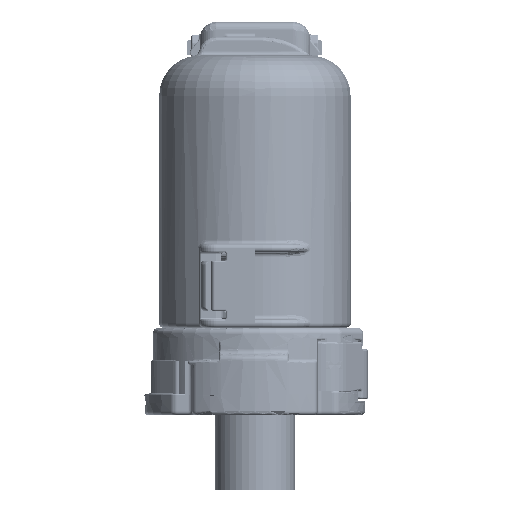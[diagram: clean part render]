
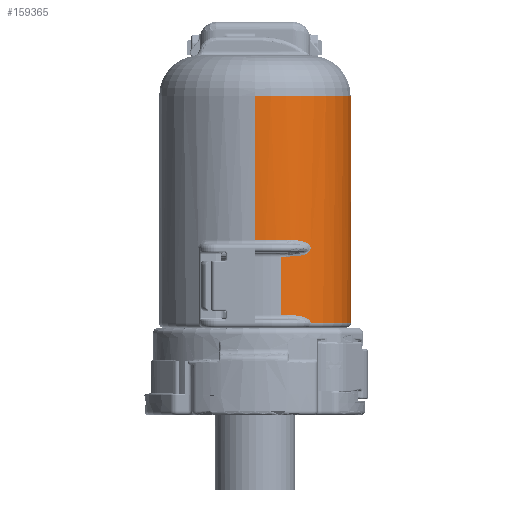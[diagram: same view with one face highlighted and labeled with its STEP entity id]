
A CAD part, left-side view. The second image highlights one B-rep face of the part: STEP entity #159365.
In plain terms, the highlighted cylindrical face has radius 11.5 mm (diameter 23 mm), a partial arc.
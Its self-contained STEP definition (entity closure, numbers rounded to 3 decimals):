
#159195=AXIS2_PLACEMENT_3D('Circle Axis2P3D',#159193,#159194,$) ;
#159240=AXIS2_PLACEMENT_3D('Cylinder Axis2P3D',#159237,#159238,#159239) ;
#159262=AXIS2_PLACEMENT_3D('Circle Axis2P3D',#159260,#159261,$) ;
#159307=AXIS2_PLACEMENT_3D('Circle Axis2P3D',#159305,#159306,$) ;
#159321=AXIS2_PLACEMENT_3D('Circle Axis2P3D',#159319,#159320,$) ;
#159347=AXIS2_PLACEMENT_3D('Circle Axis2P3D',#159345,#159346,$) ;
#152993=CARTESIAN_POINT('Vertex',(6.13,-6.992,5.6)) ;
#153021=CARTESIAN_POINT('Vertex',(6.13,-6.992,3.578)) ;
#153024=CARTESIAN_POINT('Line Origine',(6.13,-6.992,-5.455)) ;
#153200=CARTESIAN_POINT('Vertex',(6.13,-6.992,-21.6)) ;
#153214=CARTESIAN_POINT('Vertex',(6.13,-6.992,-3.578)) ;
#153217=CARTESIAN_POINT('Line Origine',(6.13,-6.992,-8.25)) ;
#159190=CARTESIAN_POINT('Vertex',(-14.5,0.,5.6)) ;
#159193=CARTESIAN_POINT('Axis2P3D Location',(-3.,0.,5.6)) ;
#159237=CARTESIAN_POINT('Axis2P3D Location',(-3.,0.,-5.8)) ;
#159243=CARTESIAN_POINT('Control Point',(6.13,-6.992,-3.578)) ;
#159244=CARTESIAN_POINT('Control Point',(5.901,-7.292,-2.885)) ;
#159245=CARTESIAN_POINT('Control Point',(5.705,-7.522,-2.149)) ;
#159246=CARTESIAN_POINT('Control Point',(5.562,-7.677,-1.374)) ;
#159247=CARTESIAN_POINT('Control Point',(5.447,-7.804,0.135)) ;
#159248=CARTESIAN_POINT('Control Point',(5.611,-7.623,1.629)) ;
#159249=CARTESIAN_POINT('Control Point',(5.748,-7.471,2.31)) ;
#159250=CARTESIAN_POINT('Control Point',(5.926,-7.259,2.961)) ;
#159251=CARTESIAN_POINT('Control Point',(6.13,-6.992,3.578)) ;
#159253=CARTESIAN_POINT('Line Origine',(-14.5,0.,-5.8)) ;
#159257=CARTESIAN_POINT('Vertex',(-14.5,0.,-11.6)) ;
#159260=CARTESIAN_POINT('Axis2P3D Location',(-3.,0.,-11.6)) ;
#159264=CARTESIAN_POINT('Vertex',(-13.865,-3.768,-11.6)) ;
#159268=CARTESIAN_POINT('Control Point',(-12.359,-6.683,-12.6)) ;
#159269=CARTESIAN_POINT('Control Point',(-12.359,-6.683,-12.495)) ;
#159270=CARTESIAN_POINT('Control Point',(-12.379,-6.655,-12.389)) ;
#159271=CARTESIAN_POINT('Control Point',(-12.416,-6.602,-12.303)) ;
#159272=CARTESIAN_POINT('Control Point',(-12.504,-6.477,-12.146)) ;
#159273=CARTESIAN_POINT('Control Point',(-12.606,-6.324,-12.033)) ;
#159274=CARTESIAN_POINT('Control Point',(-12.661,-6.239,-11.982)) ;
#159275=CARTESIAN_POINT('Control Point',(-12.805,-6.014,-11.867)) ;
#159276=CARTESIAN_POINT('Control Point',(-12.947,-5.775,-11.789)) ;
#159277=CARTESIAN_POINT('Control Point',(-13.032,-5.625,-11.75)) ;
#159278=CARTESIAN_POINT('Control Point',(-13.278,-5.176,-11.657)) ;
#159279=CARTESIAN_POINT('Control Point',(-13.499,-4.711,-11.618)) ;
#159280=CARTESIAN_POINT('Control Point',(-13.633,-4.4,-11.605)) ;
#159281=CARTESIAN_POINT('Control Point',(-13.755,-4.085,-11.6)) ;
#159282=CARTESIAN_POINT('Control Point',(-13.865,-3.768,-11.6)) ;
#159283=CARTESIAN_POINT('Vertex',(-12.359,-6.683,-12.6)) ;
#159287=CARTESIAN_POINT('Control Point',(-13.865,-3.768,-13.6)) ;
#159288=CARTESIAN_POINT('Control Point',(-13.747,-4.11,-13.6)) ;
#159289=CARTESIAN_POINT('Control Point',(-13.614,-4.448,-13.595)) ;
#159290=CARTESIAN_POINT('Control Point',(-13.469,-4.781,-13.579)) ;
#159291=CARTESIAN_POINT('Control Point',(-13.24,-5.252,-13.535)) ;
#159292=CARTESIAN_POINT('Control Point',(-12.986,-5.706,-13.429)) ;
#159293=CARTESIAN_POINT('Control Point',(-12.909,-5.839,-13.391)) ;
#159294=CARTESIAN_POINT('Control Point',(-12.764,-6.08,-13.306)) ;
#159295=CARTESIAN_POINT('Control Point',(-12.618,-6.306,-13.18)) ;
#159296=CARTESIAN_POINT('Control Point',(-12.551,-6.407,-13.111)) ;
#159297=CARTESIAN_POINT('Control Point',(-12.455,-6.548,-12.986)) ;
#159298=CARTESIAN_POINT('Control Point',(-12.386,-6.645,-12.809)) ;
#159299=CARTESIAN_POINT('Control Point',(-12.368,-6.67,-12.743)) ;
#159300=CARTESIAN_POINT('Control Point',(-12.359,-6.683,-12.672)) ;
#159301=CARTESIAN_POINT('Control Point',(-12.359,-6.683,-12.6)) ;
#159302=CARTESIAN_POINT('Vertex',(-13.865,-3.768,-13.6)) ;
#159305=CARTESIAN_POINT('Axis2P3D Location',(-3.,0.,-13.6)) ;
#159309=CARTESIAN_POINT('Vertex',(-14.074,-3.101,-13.6)) ;
#159312=CARTESIAN_POINT('Line Origine',(-14.074,-3.101,-5.8)) ;
#159316=CARTESIAN_POINT('Vertex',(-14.074,-3.101,-20.6)) ;
#159319=CARTESIAN_POINT('Axis2P3D Location',(-3.,0.,-20.6)) ;
#159323=CARTESIAN_POINT('Vertex',(-13.865,-3.768,-20.6)) ;
#159327=CARTESIAN_POINT('Control Point',(-13.865,-3.768,-20.6)) ;
#159328=CARTESIAN_POINT('Control Point',(-13.747,-4.11,-20.6)) ;
#159329=CARTESIAN_POINT('Control Point',(-13.614,-4.448,-20.605)) ;
#159330=CARTESIAN_POINT('Control Point',(-13.469,-4.781,-20.621)) ;
#159331=CARTESIAN_POINT('Control Point',(-13.24,-5.252,-20.665)) ;
#159332=CARTESIAN_POINT('Control Point',(-12.986,-5.706,-20.771)) ;
#159333=CARTESIAN_POINT('Control Point',(-12.909,-5.839,-20.809)) ;
#159334=CARTESIAN_POINT('Control Point',(-12.764,-6.08,-20.894)) ;
#159335=CARTESIAN_POINT('Control Point',(-12.618,-6.306,-21.02)) ;
#159336=CARTESIAN_POINT('Control Point',(-12.551,-6.407,-21.089)) ;
#159337=CARTESIAN_POINT('Control Point',(-12.455,-6.548,-21.214)) ;
#159338=CARTESIAN_POINT('Control Point',(-12.386,-6.645,-21.391)) ;
#159339=CARTESIAN_POINT('Control Point',(-12.368,-6.67,-21.457)) ;
#159340=CARTESIAN_POINT('Control Point',(-12.359,-6.683,-21.528)) ;
#159341=CARTESIAN_POINT('Control Point',(-12.359,-6.683,-21.6)) ;
#159342=CARTESIAN_POINT('Vertex',(-12.359,-6.683,-21.6)) ;
#159345=CARTESIAN_POINT('Axis2P3D Location',(-3.,0.,-21.6)) ;
#153025=DIRECTION('Vector Direction',(0.,0.,1.)) ;
#153218=DIRECTION('Vector Direction',(0.,0.,-1.)) ;
#159194=DIRECTION('Axis2P3D Direction',(0.,0.,-1.)) ;
#159238=DIRECTION('Axis2P3D Direction',(0.,0.,1.)) ;
#159239=DIRECTION('Axis2P3D XDirection',(-1.,0.,0.)) ;
#159254=DIRECTION('Vector Direction',(0.,0.,1.)) ;
#159261=DIRECTION('Axis2P3D Direction',(0.,0.,1.)) ;
#159306=DIRECTION('Axis2P3D Direction',(0.,0.,1.)) ;
#159313=DIRECTION('Vector Direction',(0.,0.,1.)) ;
#159320=DIRECTION('Axis2P3D Direction',(0.,0.,1.)) ;
#159346=DIRECTION('Axis2P3D Direction',(0.,0.,1.)) ;
#153026=VECTOR('Line Direction',#153025,1.) ;
#153219=VECTOR('Line Direction',#153218,1.) ;
#159255=VECTOR('Line Direction',#159254,1.) ;
#159314=VECTOR('Line Direction',#159313,1.) ;
#159351=ORIENTED_EDGE('',*,*,#153221,.F.) ;
#159352=ORIENTED_EDGE('',*,*,#159252,.F.) ;
#159353=ORIENTED_EDGE('',*,*,#153028,.T.) ;
#159354=ORIENTED_EDGE('',*,*,#159197,.F.) ;
#159355=ORIENTED_EDGE('',*,*,#159259,.F.) ;
#159356=ORIENTED_EDGE('',*,*,#159266,.T.) ;
#159357=ORIENTED_EDGE('',*,*,#159285,.T.) ;
#159358=ORIENTED_EDGE('',*,*,#159304,.T.) ;
#159359=ORIENTED_EDGE('',*,*,#159311,.T.) ;
#159360=ORIENTED_EDGE('',*,*,#159318,.F.) ;
#159361=ORIENTED_EDGE('',*,*,#159325,.F.) ;
#159362=ORIENTED_EDGE('',*,*,#159344,.F.) ;
#159363=ORIENTED_EDGE('',*,*,#159349,.T.) ;
#159365=ADVANCED_FACE('SV241 cap top',(#159364),#159241,.T.) ;
#159242=B_SPLINE_CURVE_WITH_KNOTS('',5,(#159243,#159244,#159245,#159246,#159247,#159248,#159249,#159250,#159251),.UNSPECIFIED.,.F.,.U.,(6,3,6),(0.,5.617,10.617),.UNSPECIFIED.) ;
#159267=B_SPLINE_CURVE_WITH_KNOTS('',5,(#159268,#159269,#159270,#159271,#159272,#159273,#159274,#159275,#159276,#159277,#159278,#159279,#159280,#159281,#159282),.UNSPECIFIED.,.F.,.U.,(6,3,3,3,6),(0.,0.686,1.472,2.718,5.182),.UNSPECIFIED.) ;
#159286=B_SPLINE_CURVE_WITH_KNOTS('',5,(#159287,#159288,#159289,#159290,#159291,#159292,#159293,#159294,#159295,#159296,#159297,#159298,#159299,#159300,#159301),.UNSPECIFIED.,.F.,.U.,(6,3,3,3,6),(0.,2.654,3.772,4.72,5.188),.UNSPECIFIED.) ;
#159326=B_SPLINE_CURVE_WITH_KNOTS('',5,(#159327,#159328,#159329,#159330,#159331,#159332,#159333,#159334,#159335,#159336,#159337,#159338,#159339,#159340,#159341),.UNSPECIFIED.,.F.,.U.,(6,3,3,3,6),(0.,2.654,3.772,4.72,5.188),.UNSPECIFIED.) ;
#159196=CIRCLE('generated circle',#159195,11.5) ;
#159263=CIRCLE('generated circle',#159262,11.5) ;
#159308=CIRCLE('generated circle',#159307,11.5) ;
#159322=CIRCLE('generated circle',#159321,11.5) ;
#159348=CIRCLE('generated circle',#159347,11.5) ;
#159241=CYLINDRICAL_SURFACE('generated cylinder',#159240,11.5) ;
#153028=EDGE_CURVE('',#153022,#152994,#153027,.T.) ;
#153221=EDGE_CURVE('',#153215,#153201,#153220,.T.) ;
#159197=EDGE_CURVE('',#159191,#152994,#159196,.F.) ;
#159252=EDGE_CURVE('',#153022,#153215,#159242,.F.) ;
#159259=EDGE_CURVE('',#159258,#159191,#159256,.T.) ;
#159266=EDGE_CURVE('',#159258,#159265,#159263,.T.) ;
#159285=EDGE_CURVE('',#159265,#159284,#159267,.F.) ;
#159304=EDGE_CURVE('',#159284,#159303,#159286,.F.) ;
#159311=EDGE_CURVE('',#159303,#159310,#159308,.F.) ;
#159318=EDGE_CURVE('',#159317,#159310,#159315,.T.) ;
#159325=EDGE_CURVE('',#159324,#159317,#159322,.F.) ;
#159344=EDGE_CURVE('',#159343,#159324,#159326,.F.) ;
#159349=EDGE_CURVE('',#159343,#153201,#159348,.T.) ;
#159350=EDGE_LOOP('',(#159351,#159352,#159353,#159354,#159355,#159356,#159357,#159358,#159359,#159360,#159361,#159362,#159363)) ;
#159364=FACE_OUTER_BOUND('',#159350,.T.) ;
#153027=LINE('Line',#153024,#153026) ;
#153220=LINE('Line',#153217,#153219) ;
#159256=LINE('Line',#159253,#159255) ;
#159315=LINE('Line',#159312,#159314) ;
#152994=VERTEX_POINT('',#152993) ;
#153022=VERTEX_POINT('',#153021) ;
#153201=VERTEX_POINT('',#153200) ;
#153215=VERTEX_POINT('',#153214) ;
#159191=VERTEX_POINT('',#159190) ;
#159258=VERTEX_POINT('',#159257) ;
#159265=VERTEX_POINT('',#159264) ;
#159284=VERTEX_POINT('',#159283) ;
#159303=VERTEX_POINT('',#159302) ;
#159310=VERTEX_POINT('',#159309) ;
#159317=VERTEX_POINT('',#159316) ;
#159324=VERTEX_POINT('',#159323) ;
#159343=VERTEX_POINT('',#159342) ;
